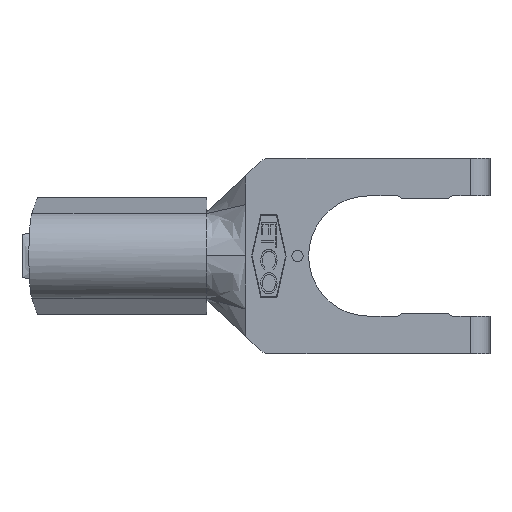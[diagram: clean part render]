
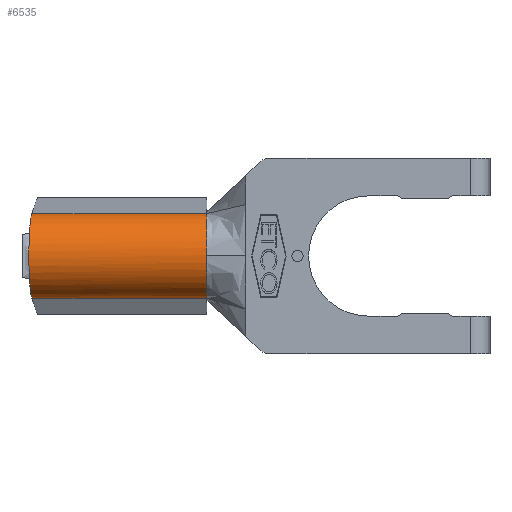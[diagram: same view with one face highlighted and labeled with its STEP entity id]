
A CAD part, front view. The second image highlights one B-rep face of the part: STEP entity #6535.
In plain terms, the highlighted cylindrical face has radius 2.413 mm (diameter 4.826 mm), a partial arc.
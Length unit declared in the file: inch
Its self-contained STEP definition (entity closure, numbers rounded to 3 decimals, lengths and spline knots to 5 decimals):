
#6 = CARTESIAN_POINT ( 'NONE',  ( -0.73876, 0.01422, -0.05 ) ) ;
#62 = CARTESIAN_POINT ( 'NONE',  ( -0.73937, 0.01402, -0.04967 ) ) ;
#89 = VERTEX_POINT ( 'NONE', #4497 ) ;
#104 = CARTESIAN_POINT ( 'NONE',  ( -0.353, 0.07241, -0.09228 ) ) ;
#168 = CARTESIAN_POINT ( 'NONE',  ( -0.73902, 0.01424, -0.05003 ) ) ;
#196 = CARTESIAN_POINT ( 'NONE',  ( -0.73876, 0.01422, 0.05 ) ) ;
#222 = ORIENTED_EDGE ( 'NONE', *, *, #2700, .F. ) ;
#360 = CARTESIAN_POINT ( 'NONE',  ( -0.73871, 0.01478, 0.05089 ) ) ;
#370 = AXIS2_PLACEMENT_3D ( 'NONE', #600, #2837, #5039 ) ;
#394 = CARTESIAN_POINT ( 'NONE',  ( -0.73968, 0.01392, 0.04951 ) ) ;
#395 = VERTEX_POINT ( 'NONE', #2970 ) ;
#430 = CARTESIAN_POINT ( 'NONE',  ( -0.73906, 0.01422, 0.04999 ) ) ;
#600 = CARTESIAN_POINT ( 'NONE',  ( -0.353, 0.095, 0. ) ) ;
#609 = DIRECTION ( 'NONE',  ( -1., 0., 0. ) ) ;
#633 = ORIENTED_EDGE ( 'NONE', *, *, #4494, .T. ) ;
#698 = VERTEX_POINT ( 'NONE', #6603 ) ;
#700 = CARTESIAN_POINT ( 'NONE',  ( -0.353, 0.095, 0. ) ) ;
#716 = CARTESIAN_POINT ( 'NONE',  ( -0.73948, 0.01398, -0.04961 ) ) ;
#772 = ORIENTED_EDGE ( 'NONE', *, *, #5487, .F. ) ;
#912 = CARTESIAN_POINT ( 'NONE',  ( -0.73366, 0.07241, 0.09228 ) ) ;
#977 = CARTESIAN_POINT ( 'NONE',  ( -0.73877, 0.01454, 0.05051 ) ) ;
#1021 = EDGE_CURVE ( 'NONE', #2569, #2807, #2659, .T. ) ;
#1032 = CARTESIAN_POINT ( 'NONE',  ( -0.73366, 0.07241, -0.09228 ) ) ;
#1135 = CARTESIAN_POINT ( 'NONE',  ( -0.353, 0.07241, 0.09228 ) ) ;
#1573 = CARTESIAN_POINT ( 'NONE',  ( -0.73871, 0.01478, -0.05089 ) ) ;
#1624 = CARTESIAN_POINT ( 'NONE',  ( -0.73876, 0.01422, -0.05 ) ) ;
#1816 = B_SPLINE_CURVE_WITH_KNOTS ( 'NONE', 3,
 ( #5048, #62, #2291, #4507 ),
 .UNSPECIFIED., .F., .F.,
 ( 4, 4 ),
 ( 0., 0.00003 ),
 .UNSPECIFIED. ) ;
#1842 = CARTESIAN_POINT ( 'NONE',  ( -0.73872, 0.01467, -0.05072 ) ) ;
#2029 = CARTESIAN_POINT ( 'NONE',  ( -0.73871, 0.01478, 0.05089 ) ) ;
#2098 = CARTESIAN_POINT ( 'NONE',  ( -0.73968, 0.01392, 0.04951 ) ) ;
#2150 = DIRECTION ( 'NONE',  ( 1., 0., 0. ) ) ;
#2233 = CARTESIAN_POINT ( 'NONE',  ( -0.74046, -0.00527, -0.01851 ) ) ;
#2291 = CARTESIAN_POINT ( 'NONE',  ( -0.73906, 0.01412, -0.04983 ) ) ;
#2399 = CARTESIAN_POINT ( 'NONE',  ( -0.73891, 0.01435, -0.0502 ) ) ;
#2426 = CARTESIAN_POINT ( 'NONE',  ( -0.73906, 0.01412, 0.04983 ) ) ;
#2539 = CIRCLE ( 'NONE', #5649, 0.095 ) ;
#2569 = VERTEX_POINT ( 'NONE', #2759 ) ;
#2659 =( BOUNDED_CURVE ( )  B_SPLINE_CURVE ( 3, ( #1573, #3801, #5999, #1032 ),
 .UNSPECIFIED., .F., .T. ) 
 B_SPLINE_CURVE_WITH_KNOTS ( ( 4, 4 ),
 ( 0.5653, 1.33075 ),
 .UNSPECIFIED. ) 
 CURVE ( )  GEOMETRIC_REPRESENTATION_ITEM ( )  RATIONAL_B_SPLINE_CURVE ( ( 1., 0.952, 0.952, 1. ) ) 
 REPRESENTATION_ITEM ( '' )  );
#2668 = CARTESIAN_POINT ( 'NONE',  ( -0.7392, 0.01413, 0.04985 ) ) ;
#2700 = EDGE_CURVE ( 'NONE', #698, #89, #2539, .T. ) ;
#2759 = CARTESIAN_POINT ( 'NONE',  ( -0.73871, 0.01478, -0.05089 ) ) ;
#2807 = VERTEX_POINT ( 'NONE', #4667 ) ;
#2837 = DIRECTION ( 'NONE',  ( -1., 0., 0. ) ) ;
#2932 = DIRECTION ( 'NONE',  ( 1., 0., 0. ) ) ;
#2948 = CARTESIAN_POINT ( 'NONE',  ( -0.73931, 0.01406, -0.04974 ) ) ;
#2970 = CARTESIAN_POINT ( 'NONE',  ( -0.73366, 0.07241, 0.09228 ) ) ;
#3028 = EDGE_CURVE ( 'NONE', #4983, #2807, #3392, .T. ) ;
#3098 = CIRCLE ( 'NONE', #6204, 0.095 ) ;
#3110 = CARTESIAN_POINT ( 'NONE',  ( -0.73968, 0.01392, -0.04951 ) ) ;
#3145 = CARTESIAN_POINT ( 'NONE',  ( -0.73578, 0.04828, 0.08637 ) ) ;
#3155 = EDGE_CURVE ( 'NONE', #5688, #2569, #5690, .T. ) ;
#3207 = CARTESIAN_POINT ( 'NONE',  ( -0.73885, 0.01443, 0.05033 ) ) ;
#3283 = B_SPLINE_CURVE_WITH_KNOTS ( 'NONE', 3,
 ( #196, #2426, #4637, #6836 ),
 .UNSPECIFIED., .F., .F.,
 ( 4, 4 ),
 ( 0., 0.00003 ),
 .UNSPECIFIED. ) ;
#3369 = DIRECTION ( 'NONE',  ( -1., 0., 0. ) ) ;
#3384 = FACE_OUTER_BOUND ( 'NONE', #6756, .T. ) ;
#3388 = ORIENTED_EDGE ( 'NONE', *, *, #6726, .F. ) ;
#3392 = LINE ( 'NONE', #5583, #7018 ) ;
#3505 = EDGE_CURVE ( 'NONE', #5688, #6078, #1816, .T. ) ;
#3667 = ORIENTED_EDGE ( 'NONE', *, *, #5349, .F. ) ;
#3748 = CARTESIAN_POINT ( 'NONE',  ( -0.73871, 0.01478, 0.05089 ) ) ;
#3801 = CARTESIAN_POINT ( 'NONE',  ( -0.73754, 0.02809, -0.07187 ) ) ;
#4068 = CARTESIAN_POINT ( 'NONE',  ( -0.73871, 0.01478, -0.05089 ) ) ;
#4325 = EDGE_CURVE ( 'NONE', #395, #5740, #4868, .T. ) ;
#4365 =( BOUNDED_CURVE ( )  B_SPLINE_CURVE ( 3, ( #6, #2233, #4445, #6648 ),
 .UNSPECIFIED., .F., .T. ) 
 B_SPLINE_CURVE_WITH_KNOTS ( ( 4, 4 ),
 ( 5.72892, 6.83745 ),
 .UNSPECIFIED. ) 
 CURVE ( )  GEOMETRIC_REPRESENTATION_ITEM ( )  RATIONAL_B_SPLINE_CURVE ( ( 1., 0.9, 0.9, 1. ) ) 
 REPRESENTATION_ITEM ( '' )  );
#4371 = DIRECTION ( 'NONE',  ( 0., 0., -1. ) ) ;
#4374 = VERTEX_POINT ( 'NONE', #394 ) ;
#4400 = EDGE_CURVE ( 'NONE', #5740, #4374, #5193, .T. ) ;
#4445 = CARTESIAN_POINT ( 'NONE',  ( -0.74046, -0.00527, 0.01851 ) ) ;
#4494 = EDGE_CURVE ( 'NONE', #698, #395, #6103, .T. ) ;
#4497 = CARTESIAN_POINT ( 'NONE',  ( -0.353, 0.00001, 0.00162 ) ) ;
#4507 = CARTESIAN_POINT ( 'NONE',  ( -0.73876, 0.01422, -0.05 ) ) ;
#4609 = CARTESIAN_POINT ( 'NONE',  ( -0.73883, 0.01446, -0.05038 ) ) ;
#4637 = CARTESIAN_POINT ( 'NONE',  ( -0.73937, 0.01402, 0.04967 ) ) ;
#4667 = CARTESIAN_POINT ( 'NONE',  ( -0.73366, 0.07241, -0.09228 ) ) ;
#4864 = CARTESIAN_POINT ( 'NONE',  ( -0.73934, 0.01405, 0.04971 ) ) ;
#4868 =( BOUNDED_CURVE ( )  B_SPLINE_CURVE ( 3, ( #912, #3145, #5341, #360 ),
 .UNSPECIFIED., .F., .F. ) 
 B_SPLINE_CURVE_WITH_KNOTS ( ( 4, 4 ),
 ( 4.95244, 5.71788 ),
 .UNSPECIFIED. ) 
 CURVE ( )  GEOMETRIC_REPRESENTATION_ITEM ( )  RATIONAL_B_SPLINE_CURVE ( ( 1., 0.952, 0.952, 1. ) ) 
 REPRESENTATION_ITEM ( '' )  );
#4944 = ORIENTED_EDGE ( 'NONE', *, *, #3155, .T. ) ;
#4983 = VERTEX_POINT ( 'NONE', #104 ) ;
#5039 = DIRECTION ( 'NONE',  ( 0., 0., 1. ) ) ;
#5048 = CARTESIAN_POINT ( 'NONE',  ( -0.73968, 0.01392, -0.04951 ) ) ;
#5135 = DIRECTION ( 'NONE',  ( 0., 0., -1. ) ) ;
#5150 = CARTESIAN_POINT ( 'NONE',  ( -0.73917, 0.01415, -0.04988 ) ) ;
#5193 = B_SPLINE_CURVE_WITH_KNOTS ( 'NONE', 3,
 ( #3748, #5944, #977, #3207, #5406, #430, #2668, #4864, #7062, #2098 ),
 .UNSPECIFIED., .F., .F.,
 ( 4, 3, 3, 4 ),
 ( 0., 0.00002, 0.00003, 0.00005 ),
 .UNSPECIFIED. ) ;
#5341 = CARTESIAN_POINT ( 'NONE',  ( -0.73754, 0.02809, 0.07187 ) ) ;
#5349 = EDGE_CURVE ( 'NONE', #6695, #4374, #3283, .T. ) ;
#5406 = CARTESIAN_POINT ( 'NONE',  ( -0.73894, 0.01432, 0.05016 ) ) ;
#5468 = ORIENTED_EDGE ( 'NONE', *, *, #4400, .T. ) ;
#5476 = ORIENTED_EDGE ( 'NONE', *, *, #1021, .T. ) ;
#5487 = EDGE_CURVE ( 'NONE', #89, #4983, #3098, .T. ) ;
#5576 = CYLINDRICAL_SURFACE ( 'NONE', #370, 0.095 ) ;
#5583 = CARTESIAN_POINT ( 'NONE',  ( -0.353, 0.07241, -0.09228 ) ) ;
#5649 = AXIS2_PLACEMENT_3D ( 'NONE', #700, #2932, #5135 ) ;
#5687 = CARTESIAN_POINT ( 'NONE',  ( -0.73968, 0.01392, -0.04951 ) ) ;
#5688 = VERTEX_POINT ( 'NONE', #3110 ) ;
#5690 = B_SPLINE_CURVE_WITH_KNOTS ( 'NONE', 3,
 ( #5687, #716, #2948, #5150, #168, #2399, #4609, #6811, #1842, #4068 ),
 .UNSPECIFIED., .F., .F.,
 ( 4, 3, 3, 4 ),
 ( 0., 0.00002, 0.00003, 0.00005 ),
 .UNSPECIFIED. ) ;
#5740 = VERTEX_POINT ( 'NONE', #2029 ) ;
#5887 = ORIENTED_EDGE ( 'NONE', *, *, #3028, .F. ) ;
#5944 = CARTESIAN_POINT ( 'NONE',  ( -0.73872, 0.01466, 0.0507 ) ) ;
#5999 = CARTESIAN_POINT ( 'NONE',  ( -0.73578, 0.04828, -0.08637 ) ) ;
#6078 = VERTEX_POINT ( 'NONE', #1624 ) ;
#6099 = VECTOR ( 'NONE', #3369, 39.37008 ) ;
#6103 = LINE ( 'NONE', #1135, #6099 ) ;
#6204 = AXIS2_PLACEMENT_3D ( 'NONE', #7108, #2150, #4371 ) ;
#6535 = ADVANCED_FACE ( 'NONE', ( #3384 ), #5576, .T. ) ;
#6603 = CARTESIAN_POINT ( 'NONE',  ( -0.353, 0.07241, 0.09228 ) ) ;
#6648 = CARTESIAN_POINT ( 'NONE',  ( -0.73876, 0.01422, 0.05 ) ) ;
#6695 = VERTEX_POINT ( 'NONE', #7151 ) ;
#6726 = EDGE_CURVE ( 'NONE', #6078, #6695, #4365, .T. ) ;
#6756 = EDGE_LOOP ( 'NONE', ( #6942, #5468, #3667, #3388, #6846, #4944, #5476, #5887, #772, #222, #633 ) ) ;
#6811 = CARTESIAN_POINT ( 'NONE',  ( -0.73876, 0.01456, -0.05054 ) ) ;
#6836 = CARTESIAN_POINT ( 'NONE',  ( -0.73968, 0.01392, 0.04951 ) ) ;
#6846 = ORIENTED_EDGE ( 'NONE', *, *, #3505, .F. ) ;
#6942 = ORIENTED_EDGE ( 'NONE', *, *, #4325, .T. ) ;
#7018 = VECTOR ( 'NONE', #609, 39.37008 ) ;
#7062 = CARTESIAN_POINT ( 'NONE',  ( -0.7395, 0.01398, 0.0496 ) ) ;
#7108 = CARTESIAN_POINT ( 'NONE',  ( -0.353, 0.095, 0. ) ) ;
#7151 = CARTESIAN_POINT ( 'NONE',  ( -0.73876, 0.01422, 0.05 ) ) ;
